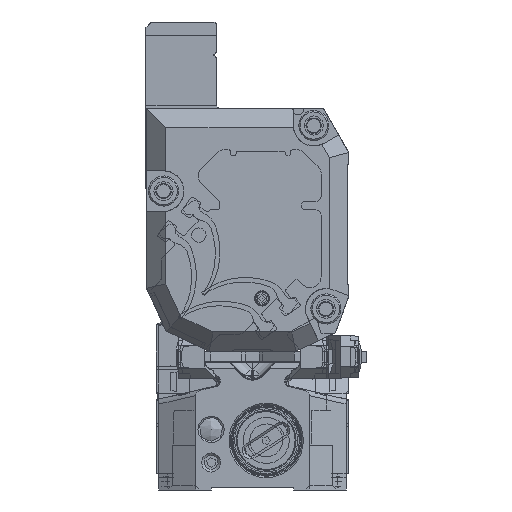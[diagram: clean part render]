
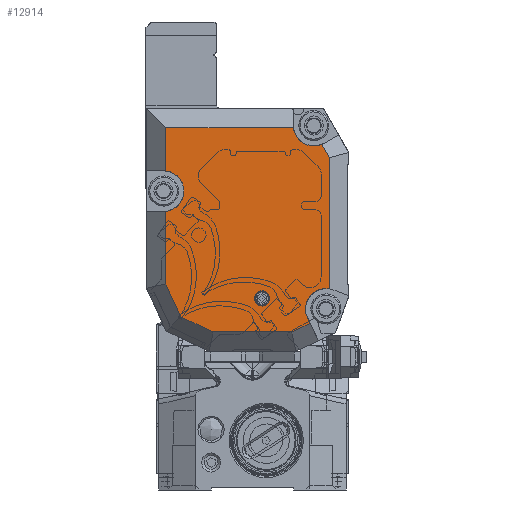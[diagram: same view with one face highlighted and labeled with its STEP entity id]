
A CAD part, front view. The second image highlights one B-rep face of the part: STEP entity #12914.
In plain terms, the highlighted planar face has unit normal (0, -1, 0).
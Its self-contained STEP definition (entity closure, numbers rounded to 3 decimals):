
#8344=FACE_BOUND('',#24574,.T.);
#8345=FACE_BOUND('',#24575,.T.);
#12914=ADVANCED_FACE('',(#8344,#8345),#15375,.F.);
#15375=PLANE('',#95452);
#24574=EDGE_LOOP('',(#49697,#49698,#49699,#49700,#49701,#49702,#49703,#49704,
#49705,#49706,#49707,#49708,#49709));
#24575=EDGE_LOOP('',(#49710));
#49697=ORIENTED_EDGE('',*,*,#70832,.T.);
#49698=ORIENTED_EDGE('',*,*,#70833,.T.);
#49699=ORIENTED_EDGE('',*,*,#70834,.T.);
#49700=ORIENTED_EDGE('',*,*,#70835,.T.);
#49701=ORIENTED_EDGE('',*,*,#70836,.T.);
#49702=ORIENTED_EDGE('',*,*,#70837,.T.);
#49703=ORIENTED_EDGE('',*,*,#70838,.T.);
#49704=ORIENTED_EDGE('',*,*,#70839,.T.);
#49705=ORIENTED_EDGE('',*,*,#70840,.T.);
#49706=ORIENTED_EDGE('',*,*,#70841,.T.);
#49707=ORIENTED_EDGE('',*,*,#70842,.T.);
#49708=ORIENTED_EDGE('',*,*,#70843,.T.);
#49709=ORIENTED_EDGE('',*,*,#70844,.T.);
#49710=ORIENTED_EDGE('',*,*,#70845,.T.);
#58224=VERTEX_POINT('',#164057);
#58225=VERTEX_POINT('',#164058);
#58226=VERTEX_POINT('',#164060);
#58227=VERTEX_POINT('',#164062);
#58228=VERTEX_POINT('',#164064);
#58229=VERTEX_POINT('',#164066);
#58230=VERTEX_POINT('',#164068);
#58231=VERTEX_POINT('',#164070);
#58232=VERTEX_POINT('',#164072);
#58233=VERTEX_POINT('',#164074);
#58234=VERTEX_POINT('',#164076);
#58235=VERTEX_POINT('',#164078);
#58236=VERTEX_POINT('',#164080);
#58237=VERTEX_POINT('',#164083);
#70832=EDGE_CURVE('',#58224,#58225,#87827,.T.);
#70833=EDGE_CURVE('',#58225,#58226,#78078,.T.);
#70834=EDGE_CURVE('',#58226,#58227,#78079,.T.);
#70835=EDGE_CURVE('',#58227,#58228,#87828,.T.);
#70836=EDGE_CURVE('',#58228,#58229,#78080,.T.);
#70837=EDGE_CURVE('',#58229,#58230,#78081,.T.);
#70838=EDGE_CURVE('',#58230,#58231,#87829,.T.);
#70839=EDGE_CURVE('',#58231,#58232,#78082,.T.);
#70840=EDGE_CURVE('',#58232,#58233,#78083,.T.);
#70841=EDGE_CURVE('',#58233,#58234,#78084,.T.);
#70842=EDGE_CURVE('',#58234,#58235,#78085,.T.);
#70843=EDGE_CURVE('',#58235,#58236,#78086,.T.);
#70844=EDGE_CURVE('',#58236,#58224,#78087,.T.);
#70845=EDGE_CURVE('',#58237,#58237,#87830,.T.);
#78078=LINE('',#164059,#85395);
#78079=LINE('',#164061,#85396);
#78080=LINE('',#164065,#85397);
#78081=LINE('',#164067,#85398);
#78082=LINE('',#164071,#85399);
#78083=LINE('',#164073,#85400);
#78084=LINE('',#164075,#85401);
#78085=LINE('',#164077,#85402);
#78086=LINE('',#164079,#85403);
#78087=LINE('',#164081,#85404);
#85395=VECTOR('',#117955,1.);
#85396=VECTOR('',#117956,1.);
#85397=VECTOR('',#117959,1.);
#85398=VECTOR('',#117960,1.);
#85399=VECTOR('',#117963,1.);
#85400=VECTOR('',#117964,1.);
#85401=VECTOR('',#117965,1.);
#85402=VECTOR('',#117966,1.);
#85403=VECTOR('',#117967,1.);
#85404=VECTOR('',#117968,1.);
#87827=CIRCLE('',#95448,3.7);
#87828=CIRCLE('',#95449,3.7);
#87829=CIRCLE('',#95450,3.7);
#87830=CIRCLE('',#95451,1.3);
#95448=AXIS2_PLACEMENT_3D('',#164056,#117953,#117954);
#95449=AXIS2_PLACEMENT_3D('',#164063,#117957,#117958);
#95450=AXIS2_PLACEMENT_3D('',#164069,#117961,#117962);
#95451=AXIS2_PLACEMENT_3D('',#164082,#117969,#117970);
#95452=AXIS2_PLACEMENT_3D('',#164084,#117971,#117972);
#117953=DIRECTION('',(0.,1.,0.));
#117954=DIRECTION('',(-1.,0.,0.));
#117955=DIRECTION('',(0.,0.,1.));
#117956=DIRECTION('',(-0.5,0.,0.866));
#117957=DIRECTION('',(0.,1.,0.));
#117958=DIRECTION('',(-1.,0.,0.));
#117959=DIRECTION('',(-1.,0.,0.));
#117960=DIRECTION('',(0.,0.,-1.));
#117961=DIRECTION('',(0.,1.,0.));
#117962=DIRECTION('',(-1.,0.,0.));
#117963=DIRECTION('',(0.,0.,-1.));
#117964=DIRECTION('',(0.419,0.,-0.908));
#117965=DIRECTION('',(0.905,0.,-0.426));
#117966=DIRECTION('',(1.,0.,0.));
#117967=DIRECTION('',(0.905,0.,0.426));
#117968=DIRECTION('',(-0.426,0.,0.905));
#117969=DIRECTION('',(0.,1.,0.));
#117970=DIRECTION('',(0.,0.,1.));
#117971=DIRECTION('',(0.,1.,0.));
#117972=DIRECTION('',(0.,0.,1.));
#164056=CARTESIAN_POINT('',(32.85,-8.,-52.11));
#164057=CARTESIAN_POINT('',(29.503,-8.,-53.687));
#164058=CARTESIAN_POINT('',(33.5,-8.,-48.468));
#164059=CARTESIAN_POINT('',(33.5,-8.,-46.706));
#164060=CARTESIAN_POINT('',(33.5,-8.,-24.648));
#164061=CARTESIAN_POINT('',(44.864,-8.,-44.331));
#164062=CARTESIAN_POINT('',(32.096,-8.,-22.216));
#164063=CARTESIAN_POINT('',(30.65,-8.,-18.81));
#164064=CARTESIAN_POINT('',(26.972,-8.,-19.21));
#164065=CARTESIAN_POINT('',(40.75,-8.,-19.21));
#164066=CARTESIAN_POINT('',(3.75,-8.,-19.21));
#164067=CARTESIAN_POINT('',(3.75,-8.,-46.706));
#164068=CARTESIAN_POINT('',(3.75,-8.,-27.032));
#164069=CARTESIAN_POINT('',(3.35,-8.,-30.71));
#164070=CARTESIAN_POINT('',(3.75,-8.,-34.388));
#164071=CARTESIAN_POINT('',(3.75,-8.,-46.706));
#164072=CARTESIAN_POINT('',(3.75,-8.,-47.584));
#164073=CARTESIAN_POINT('',(9.912,-8.,-60.937));
#164074=CARTESIAN_POINT('',(6.493,-8.,-53.528));
#164075=CARTESIAN_POINT('',(31.901,-8.,-65.495));
#164076=CARTESIAN_POINT('',(12.378,-8.,-56.3));
#164077=CARTESIAN_POINT('',(40.75,-8.,-56.3));
#164078=CARTESIAN_POINT('',(26.622,-8.,-56.3));
#164079=CARTESIAN_POINT('',(41.883,-8.,-49.112));
#164080=CARTESIAN_POINT('',(29.987,-8.,-54.715));
#164081=CARTESIAN_POINT('',(31.478,-8.,-57.881));
#164082=CARTESIAN_POINT('',(21.25,-8.,-50.21));
#164083=CARTESIAN_POINT('',(21.25,-8.,-48.91));
#164084=CARTESIAN_POINT('',(40.75,-8.,-46.706));
